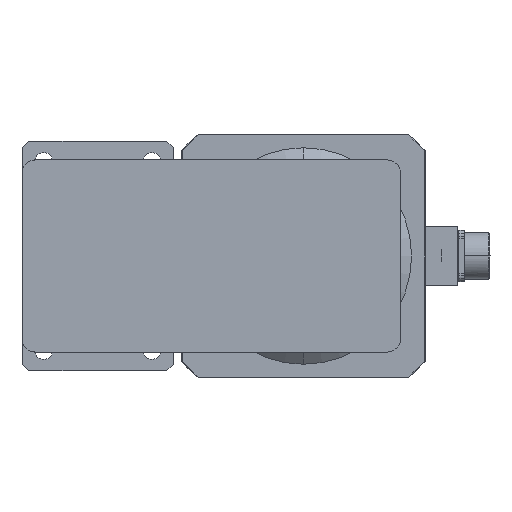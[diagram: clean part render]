
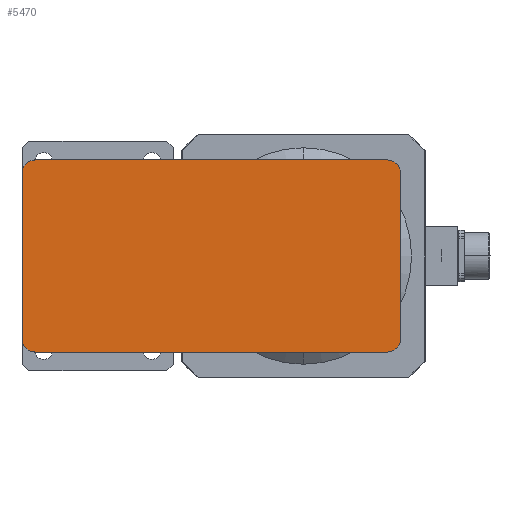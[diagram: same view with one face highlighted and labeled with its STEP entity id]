
A CAD part, front view. The second image highlights one B-rep face of the part: STEP entity #5470.
In plain terms, the highlighted face is planar.
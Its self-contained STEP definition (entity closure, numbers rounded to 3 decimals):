
#236 = EDGE_CURVE ( 'NONE', #26239, #64044, #51960, .T. ) ;
#1957 = LINE ( 'NONE', #22193, #30395 ) ;
#2281 = DIRECTION ( 'NONE',  ( 1., 0., 0. ) ) ;
#4338 = LINE ( 'NONE', #11150, #9147 ) ;
#5205 = AXIS2_PLACEMENT_3D ( 'NONE', #24216, #8293, #19240 ) ;
#5444 = EDGE_CURVE ( 'NONE', #36932, #22972, #41174, .T. ) ;
#5470 = ADVANCED_FACE ( 'NONE', ( #28835 ), #33478, .T. ) ;
#7970 = ORIENTED_EDGE ( 'NONE', *, *, #29639, .T. ) ;
#8239 = LINE ( 'NONE', #41668, #14999 ) ;
#8293 = DIRECTION ( 'NONE',  ( 0., 0., -1. ) ) ;
#8634 = VERTEX_POINT ( 'NONE', #44816 ) ;
#9147 = VECTOR ( 'NONE', #50045, 1000. ) ;
#11150 = CARTESIAN_POINT ( 'NONE',  ( -71.001, -214., -163. ) ) ;
#11723 = CIRCLE ( 'NONE', #60417, 10.001 ) ;
#14465 = ORIENTED_EDGE ( 'NONE', *, *, #46351, .T. ) ;
#14999 = VECTOR ( 'NONE', #20476, 1000. ) ;
#16002 = CARTESIAN_POINT ( 'NONE',  ( -61., -214., -163. ) ) ;
#16383 = EDGE_CURVE ( 'NONE', #33058, #8634, #50737, .T. ) ;
#16443 = CARTESIAN_POINT ( 'NONE',  ( 71.001, -214., -163. ) ) ;
#18094 = VECTOR ( 'NONE', #61334, 1000. ) ;
#18235 = ORIENTED_EDGE ( 'NONE', *, *, #16383, .T. ) ;
#19240 = DIRECTION ( 'NONE',  ( -1., 0., 0. ) ) ;
#19670 = CARTESIAN_POINT ( 'NONE',  ( 61., 56.001, -163. ) ) ;
#20373 = EDGE_CURVE ( 'NONE', #45641, #63367, #11723, .T. ) ;
#20476 = DIRECTION ( 'NONE',  ( -1., 0., 0. ) ) ;
#21647 = DIRECTION ( 'NONE',  ( -1., 0., 0. ) ) ;
#21972 = DIRECTION ( 'NONE',  ( 0., 0., -1. ) ) ;
#22193 = CARTESIAN_POINT ( 'NONE',  ( -61., 56.001, -163. ) ) ;
#22972 = VERTEX_POINT ( 'NONE', #42860 ) ;
#23450 = AXIS2_PLACEMENT_3D ( 'NONE', #53200, #53869, #33350 ) ;
#24216 = CARTESIAN_POINT ( 'NONE',  ( 61., -214., -163. ) ) ;
#24942 = ORIENTED_EDGE ( 'NONE', *, *, #5444, .T. ) ;
#26239 = VERTEX_POINT ( 'NONE', #36206 ) ;
#26531 = LINE ( 'NONE', #46055, #18094 ) ;
#28329 = DIRECTION ( 'NONE',  ( -1., 0., 0. ) ) ;
#28835 = FACE_OUTER_BOUND ( 'NONE', #31322, .T. ) ;
#29639 = EDGE_CURVE ( 'NONE', #22972, #45641, #26531, .T. ) ;
#29645 = CARTESIAN_POINT ( 'NONE',  ( 61., -214., -163. ) ) ;
#30395 = VECTOR ( 'NONE', #2281, 1000. ) ;
#30655 = AXIS2_PLACEMENT_3D ( 'NONE', #16002, #21972, #21647 ) ;
#31322 = EDGE_LOOP ( 'NONE', ( #60878, #47880, #18235, #14465, #36670, #43854, #24942, #7970 ) ) ;
#31376 = CARTESIAN_POINT ( 'NONE',  ( -61., -224.001, -163. ) ) ;
#33008 = EDGE_CURVE ( 'NONE', #63367, #33058, #8239, .T. ) ;
#33058 = VERTEX_POINT ( 'NONE', #31376 ) ;
#33350 = DIRECTION ( 'NONE',  ( -1., 0., 0. ) ) ;
#33478 = PLANE ( 'NONE',  #5205 ) ;
#34466 = CARTESIAN_POINT ( 'NONE',  ( 61., 46., -163. ) ) ;
#35325 = EDGE_CURVE ( 'NONE', #64044, #36932, #1957, .T. ) ;
#36206 = CARTESIAN_POINT ( 'NONE',  ( -71.001, 46., -163. ) ) ;
#36670 = ORIENTED_EDGE ( 'NONE', *, *, #236, .T. ) ;
#36932 = VERTEX_POINT ( 'NONE', #19670 ) ;
#41174 = CIRCLE ( 'NONE', #49641, 10.001 ) ;
#41668 = CARTESIAN_POINT ( 'NONE',  ( 61., -224.001, -163. ) ) ;
#42860 = CARTESIAN_POINT ( 'NONE',  ( 71.001, 46., -163. ) ) ;
#43854 = ORIENTED_EDGE ( 'NONE', *, *, #35325, .T. ) ;
#44099 = DIRECTION ( 'NONE',  ( 0., 0., -1. ) ) ;
#44816 = CARTESIAN_POINT ( 'NONE',  ( -71.001, -214., -163. ) ) ;
#45641 = VERTEX_POINT ( 'NONE', #16443 ) ;
#46055 = CARTESIAN_POINT ( 'NONE',  ( 71.001, 46., -163. ) ) ;
#46351 = EDGE_CURVE ( 'NONE', #8634, #26239, #4338, .T. ) ;
#47880 = ORIENTED_EDGE ( 'NONE', *, *, #33008, .T. ) ;
#48066 = CARTESIAN_POINT ( 'NONE',  ( 61., -224.001, -163. ) ) ;
#49641 = AXIS2_PLACEMENT_3D ( 'NONE', #34466, #44099, #59983 ) ;
#50045 = DIRECTION ( 'NONE',  ( 0., 1., 0. ) ) ;
#50737 = CIRCLE ( 'NONE', #30655, 10.001 ) ;
#51960 = CIRCLE ( 'NONE', #23450, 10.001 ) ;
#53200 = CARTESIAN_POINT ( 'NONE',  ( -61., 46., -163. ) ) ;
#53869 = DIRECTION ( 'NONE',  ( 0., 0., -1. ) ) ;
#59983 = DIRECTION ( 'NONE',  ( -1., 0., 0. ) ) ;
#60417 = AXIS2_PLACEMENT_3D ( 'NONE', #29645, #64144, #28329 ) ;
#60652 = CARTESIAN_POINT ( 'NONE',  ( -61., 56.001, -163. ) ) ;
#60878 = ORIENTED_EDGE ( 'NONE', *, *, #20373, .T. ) ;
#61334 = DIRECTION ( 'NONE',  ( 0., -1., 0. ) ) ;
#63367 = VERTEX_POINT ( 'NONE', #48066 ) ;
#64044 = VERTEX_POINT ( 'NONE', #60652 ) ;
#64144 = DIRECTION ( 'NONE',  ( 0., 0., -1. ) ) ;
